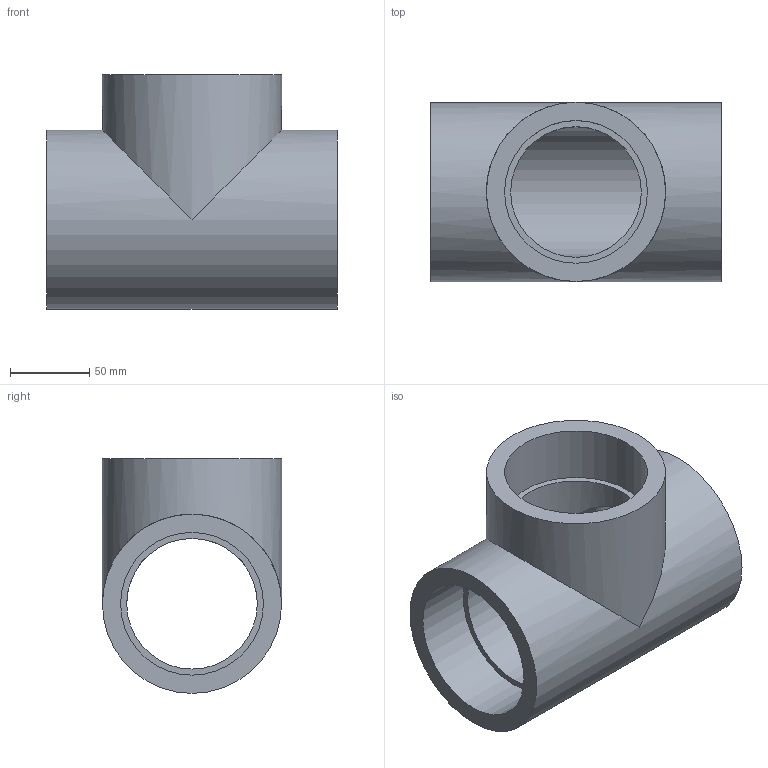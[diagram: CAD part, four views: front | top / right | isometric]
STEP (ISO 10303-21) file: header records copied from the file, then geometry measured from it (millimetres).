
FILE_DESCRIPTION( ( 'STEP AP203' ), '1' );
FILE_NAME( '30056009007(architecture400).stp', '2022-04-08T12:04:17', ( 'License CC BY-ND 4.0' ), ( 'CADENAS' ), ' ', 'PARTsolutions', ' ' );
FILE_SCHEMA( ( 'CONFIG_CONTROL_DESIGN' ) );
Length unit declared in the file: millimetre
Products named in the file (1): _30056009007(architecture400)
Bounding box: 183 x 113 x 148 mm (x, y, z)
Volume: 884447.1 mm3; surface area: 146068.9 mm2
Topology: 1 solids, 1 shells, 13 faces, 26 edges, 18 vertices
Faces by surface type: cylinder 7, plane 6
Full cylindrical faces by diameter (mm): 82.333 x2, 90 x3, 113 x2
Entity records: 346 total; most frequent: DIRECTION 60, CARTESIAN_POINT 46, ORIENTED_EDGE 32, AXIS2_PLACEMENT_3D 30, EDGE_LOOP 28, FACE_OUTER_BOUND 20, EDGE_CURVE 16, VERTEX_POINT 16
